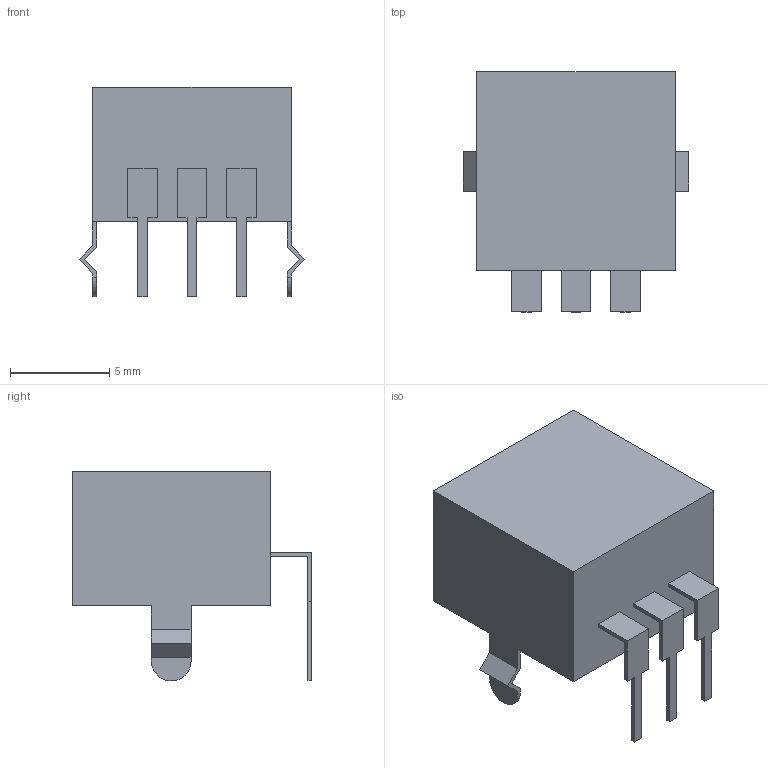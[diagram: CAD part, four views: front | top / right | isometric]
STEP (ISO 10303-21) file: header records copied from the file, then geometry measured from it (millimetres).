
FILE_DESCRIPTION( ( '' ), ' ' );
FILE_NAME( '59fbcc7012fea30f7ec0a47c.step', '2017-11-03T01:54:56', ( '' ), ( '' ), ' ', ' ', ' ' );
FILE_SCHEMA( ( 'AUTOMOTIVE_DESIGN { 1 0 10303 214 1 1 1 1 }' ) );
Length unit declared in the file: metre
Products named in the file (1): Open CASCADE STEP translator 6.8 1
Bounding box: 11.4 x 12.1 x 10.6 mm (x, y, z)
Volume: 688.5 mm3; surface area: 569.9 mm2
Topology: 1 solids, 1 shells, 59 faces, 162 edges, 108 vertices
Faces by surface type: plane 57, cylinder 2
Entity records: 3138 total; most frequent: CARTESIAN_POINT 330, ORIENTED_EDGE 324, DIRECTION 286, STYLED_ITEM 221, PRESENTATION_STYLE_ASSIGNMENT 221, COLOUR_RGB 221, EDGE_CURVE 162, CURVE_STYLE 162
